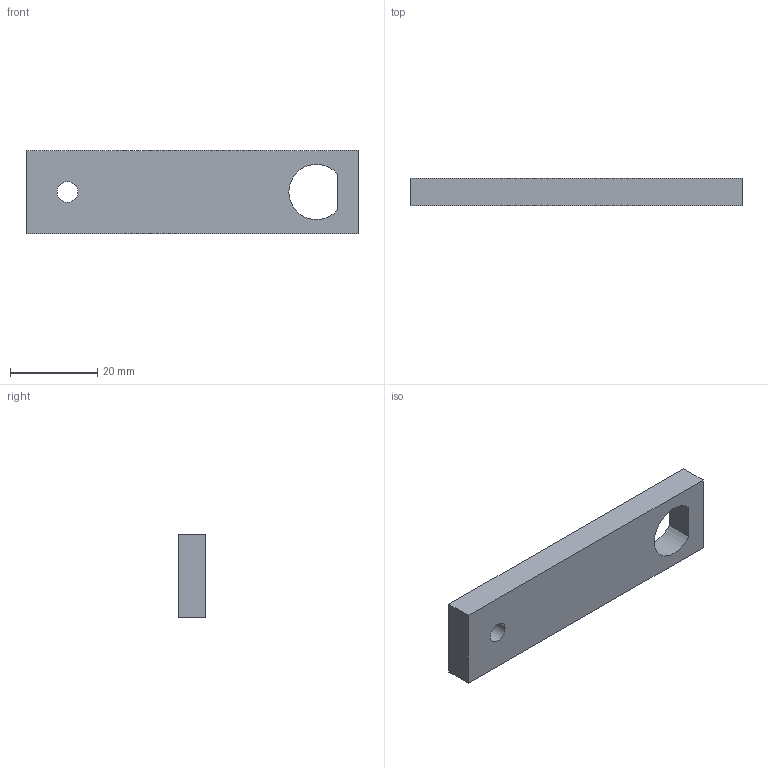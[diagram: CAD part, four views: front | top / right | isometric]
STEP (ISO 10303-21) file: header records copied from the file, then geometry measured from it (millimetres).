
FILE_DESCRIPTION (( 'STEP AP214' ), '1' );
FILE_NAME ('arm.STEP', '2022-03-11T15:57:03', ( '' ), ( '' ), 'SwSTEP 2.0', 'SolidWorks 2020', '' );
FILE_SCHEMA (( 'AUTOMOTIVE_DESIGN' ));
Length unit declared in the file: inch
Products named in the file (1): arm
Bounding box: 76.2 x 6.35 x 19.05 mm (x, y, z)
Volume: 8351.6 mm3; surface area: 4184.1 mm2
Topology: 1 solids, 1 shells, 11 faces, 27 edges, 18 vertices
Faces by surface type: plane 7, cylinder 4
Entity records: 377 total; most frequent: DIRECTION 59, CARTESIAN_POINT 57, ORIENTED_EDGE 54, EDGE_CURVE 27, AXIS2_PLACEMENT_3D 20, VECTOR 19, LINE 19, VERTEX_POINT 18
